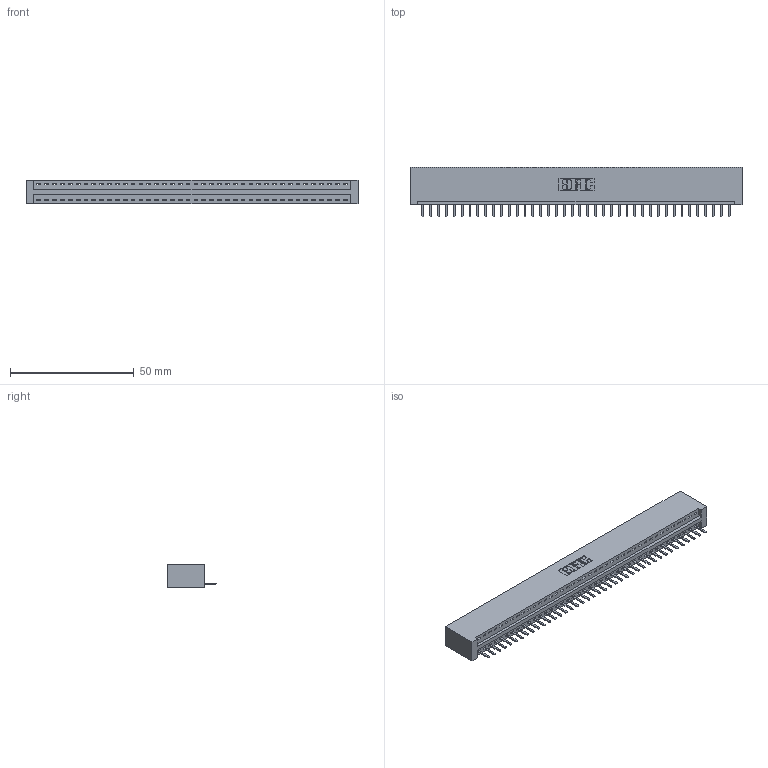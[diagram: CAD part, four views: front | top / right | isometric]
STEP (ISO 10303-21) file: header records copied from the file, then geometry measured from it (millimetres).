
FILE_DESCRIPTION (( 'STEP AP203' ), '1' );
FILE_NAME ('346-040-520-101.STEP', '2022-05-07T08:35:24', ( '' ), ( '' ), 'SwSTEP 2.0', 'SolidWorks 2020', '' );
FILE_SCHEMA (( 'CONFIG_CONTROL_DESIGN' ));
Length unit declared in the file: inch
Products named in the file (3): 346 Part_No Mounting Lugs; 345-292-001_345-293-120; 346-040-520-101
Assembly tree (41 placements, depth 2):
  346-040-520-101
    346 Part_No Mounting Lugs
    345-292-001_345-293-120  x40
Bounding box: 134.24 x 20.02 x 9.4 mm (x, y, z)
Volume: 13270.2 mm3; surface area: 16255.5 mm2
Topology: 41 solids, 41 shells, 2594 faces, 7665 edges, 5002 vertices
Faces by surface type: plane 1752, cylinder 842
Entity records: 24931 total; most frequent: CARTESIAN_POINT 4292, ORIENTED_EDGE 4254, DIRECTION 3771, EDGE_CURVE 2127, VECTOR 1839, LINE 1839, VERTEX_POINT 1414, AXIS2_PLACEMENT_3D 966
